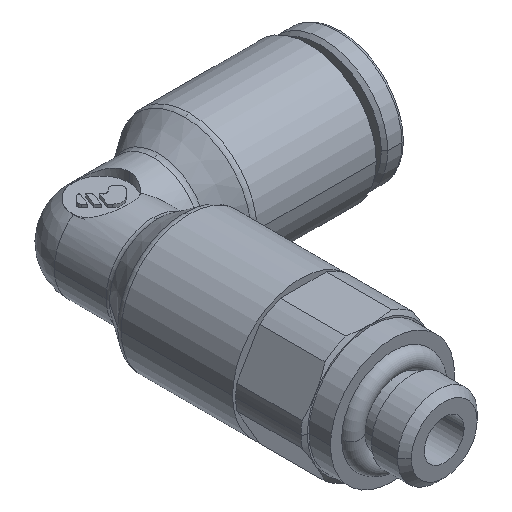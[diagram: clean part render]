
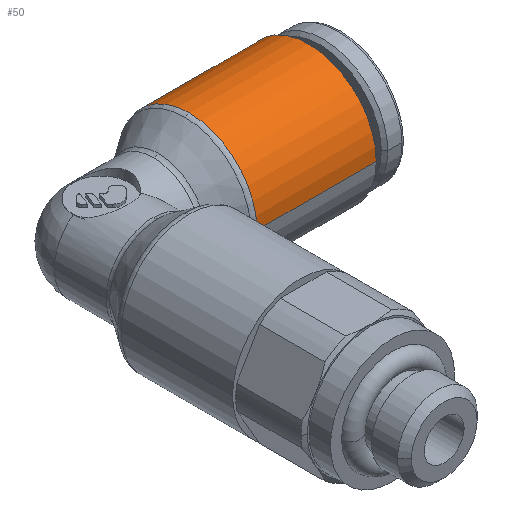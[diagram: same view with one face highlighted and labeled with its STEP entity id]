
A CAD part, isometric view. The second image highlights one B-rep face of the part: STEP entity #50.
In plain terms, the highlighted cylindrical face has radius 4.25 mm (diameter 8.5 mm), a partial arc.
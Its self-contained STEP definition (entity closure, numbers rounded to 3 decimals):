
#50=ADVANCED_FACE('',(#164),#165,.T.);
#164=FACE_OUTER_BOUND('',#394,.T.);
#165=CYLINDRICAL_SURFACE('',#395,4.25);
#394=EDGE_LOOP('',(#646,#647,#648,#649,#650));
#395=AXIS2_PLACEMENT_3D('',#651,#652,#653);
#646=ORIENTED_EDGE('',*,*,#1501,.F.);
#647=ORIENTED_EDGE('',*,*,#1502,.T.);
#648=ORIENTED_EDGE('',*,*,#1503,.T.);
#649=ORIENTED_EDGE('',*,*,#1504,.F.);
#650=ORIENTED_EDGE('',*,*,#1505,.F.);
#651=CARTESIAN_POINT('',(9.28,16.95,0.0));
#652=DIRECTION('',(1.0,0.0,0.0));
#653=DIRECTION('',(0.0,1.0,0.0));
#1501=EDGE_CURVE('',#1786,#1787,#1788,.T.);
#1502=EDGE_CURVE('',#1786,#1789,#1790,.T.);
#1503=EDGE_CURVE('',#1789,#1791,#1792,.T.);
#1504=EDGE_CURVE('',#1793,#1791,#1794,.T.);
#1505=EDGE_CURVE('',#1787,#1793,#1795,.T.);
#1786=VERTEX_POINT('',#2237);
#1787=VERTEX_POINT('',#2238);
#1788=LINE('',#2239,#2240);
#1789=VERTEX_POINT('',#2241);
#1790=CIRCLE('',#2242,4.25);
#1791=VERTEX_POINT('',#2243);
#1792=CIRCLE('',#2244,4.25);
#1793=VERTEX_POINT('',#2245);
#1794=LINE('',#2246,#2247);
#1795=CIRCLE('',#2248,4.25);
#2237=CARTESIAN_POINT('',(5.53,21.2,0.0));
#2238=CARTESIAN_POINT('',(13.03,21.2,0.0));
#2239=CARTESIAN_POINT('',(9.28,21.2,0.));
#2240=VECTOR('',#3114,1.0);
#2241=CARTESIAN_POINT('',(5.53,16.95,4.25));
#2242=AXIS2_PLACEMENT_3D('',#3115,#3116,#3117);
#2243=CARTESIAN_POINT('',(5.53,12.7,0.));
#2244=AXIS2_PLACEMENT_3D('',#3118,#3119,#3120);
#2245=CARTESIAN_POINT('',(13.03,12.7,0.));
#2246=CARTESIAN_POINT('',(9.28,12.7,0.));
#2247=VECTOR('',#3121,1.0);
#2248=AXIS2_PLACEMENT_3D('',#3122,#3123,#3124);
#3114=DIRECTION('',(1.0,0.0,0.0));
#3115=CARTESIAN_POINT('',(5.53,16.95,0.0));
#3116=DIRECTION('',(1.0,0.0,0.0));
#3117=DIRECTION('',(0.0,1.0,0.0));
#3118=CARTESIAN_POINT('',(5.53,16.95,0.0));
#3119=DIRECTION('',(1.0,0.0,0.0));
#3120=DIRECTION('',(0.0,1.0,0.0));
#3121=DIRECTION('',(-1.0,-0.0,-0.0));
#3122=CARTESIAN_POINT('',(13.03,16.95,0.0));
#3123=DIRECTION('',(1.0,0.0,0.0));
#3124=DIRECTION('',(0.0,1.0,0.0));
